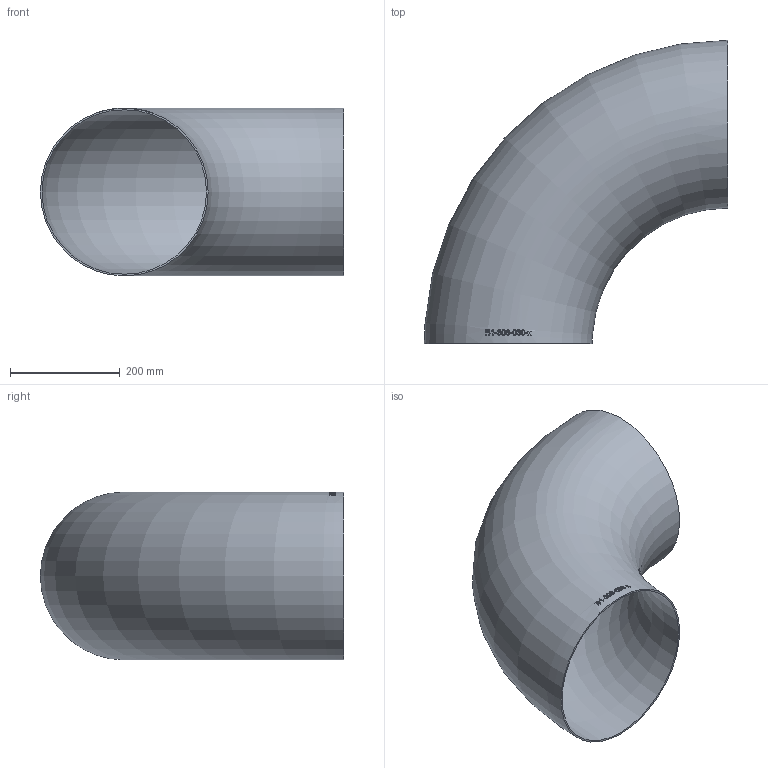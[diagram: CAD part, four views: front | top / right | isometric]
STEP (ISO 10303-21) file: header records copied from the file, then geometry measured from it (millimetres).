
FILE_DESCRIPTION (( 'STEP AP214' ), '1' );
FILE_NAME ('B1-306-030-x Bogen 2005.STEP', '2020-05-04T09:33:04', ( '' ), ( '' ), 'SwSTEP 2.0', 'SolidWorks 2019', '' );
FILE_SCHEMA (( 'AUTOMOTIVE_DESIGN' ));
Length unit declared in the file: millimetre
Products named in the file (1): B1-306-030-x Bogen 2005
Bounding box: 553 x 553 x 306 mm (x, y, z)
Volume: 1794281.8 mm3; surface area: 1201921.5 mm2
Topology: 1 solids, 1 shells, 143 faces, 373 edges, 249 vertices
Faces by surface type: bspline 120, torus 21, plane 2
Entity records: 29254 total; most frequent: CARTESIAN_POINT 25365, ORIENTED_EDGE 728, EDGE_CURVE 364, B_SPLINE_CURVE_WITH_KNOTS 357, VERTEX_POINT 244, EDGE_LOOP 164, FACE_OUTER_BOUND 144, ADVANCED_FACE 142
